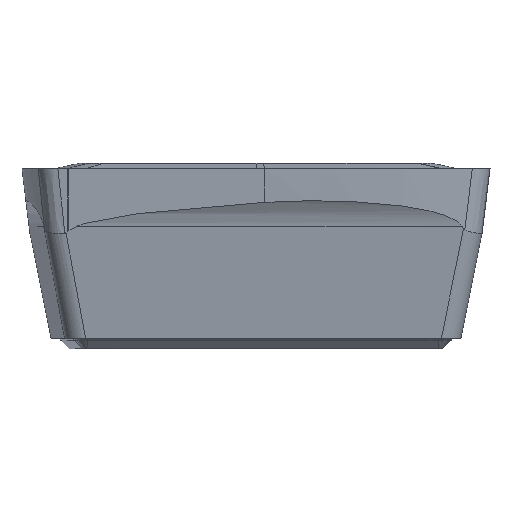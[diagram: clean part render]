
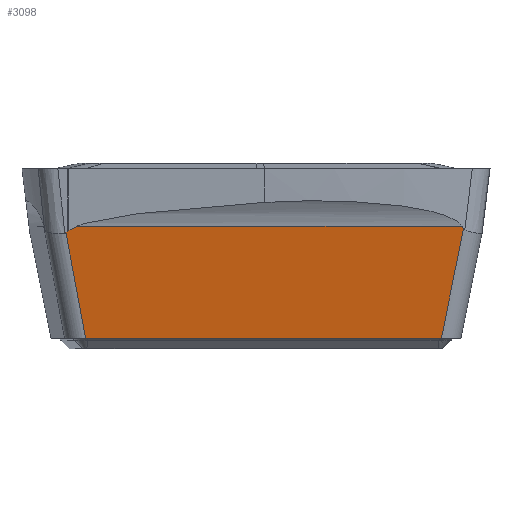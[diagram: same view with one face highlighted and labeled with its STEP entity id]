
A CAD part, front view. The second image highlights one B-rep face of the part: STEP entity #3098.
In plain terms, the highlighted planar face has unit normal (0.037, -0.981, -0.191).
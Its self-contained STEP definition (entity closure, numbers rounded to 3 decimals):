
#379=DIRECTION('',(0.999,0.038,0.));
#380=VECTOR('',#379,13.845);
#381=CARTESIAN_POINT('',(-6.626,-7.964,
-6.6));
#382=LINE('',#381,#380);
#515=DIRECTION('',(-0.18,-0.194,0.964));
#516=VECTOR('',#515,4.249);
#517=CARTESIAN_POINT('',(-6.626,-7.964,
-6.6));
#518=LINE('',#517,#516);
#522=DIRECTION('',(-0.194,0.18,-0.964));
#523=VECTOR('',#522,4.427);
#524=CARTESIAN_POINT('',(8.07,-8.238,-2.331));
#525=LINE('',#524,#523);
#529=CARTESIAN_POINT('',(-6.626,-7.964,-6.6));
#1208=CARTESIAN_POINT('',(8.07,-8.238,
-2.331));
#1209=CARTESIAN_POINT('',(8.053,-8.244,
-2.304));
#1210=CARTESIAN_POINT('',(8.036,-8.25,
-2.277));
#1211=CARTESIAN_POINT('',(8.019,-8.256,
-2.25));
#1277=DIRECTION('',(-0.999,-0.038,0.));
#1278=VECTOR('',#1277,15.004);
#1279=CARTESIAN_POINT('',(8.019,-8.256,
-2.25));
#1280=LINE('',#1279,#1278);
#1291=DIRECTION('',(-0.883,0.057,-0.466));
#1292=VECTOR('',#1291,0.341);
#1293=CARTESIAN_POINT('',(-6.975,-8.824,
-2.25));
#1294=LINE('',#1293,#1292);
#1305=CARTESIAN_POINT('',(-7.276,-8.804,
-2.409));
#1306=CARTESIAN_POINT('',(-7.295,-8.803,
-2.419));
#1307=CARTESIAN_POINT('',(-7.312,-8.801,
-2.432));
#1308=CARTESIAN_POINT('',(-7.328,-8.799,
-2.446));
#1320=DIRECTION('',(-0.742,0.101,-0.663));
#1321=VECTOR('',#1320,0.086);
#1322=CARTESIAN_POINT('',(-7.328,-8.799,
-2.446));
#1323=LINE('',#1322,#1321);
#2066=VERTEX_POINT('',#529);
#2067=CARTESIAN_POINT('',(7.209,-7.44,
-6.6));
#2068=VERTEX_POINT('',#2067);
#2095=CARTESIAN_POINT('',(8.07,-8.238,
-2.331));
#2096=VERTEX_POINT('',#2095);
#2099=CARTESIAN_POINT('',(-7.391,-8.79,
-2.503));
#2100=VERTEX_POINT('',#2099);
#2101=CARTESIAN_POINT('',(-7.328,-8.799,
-2.446));
#2102=VERTEX_POINT('',#2101);
#2103=VERTEX_POINT('',#1305);
#2104=CARTESIAN_POINT('',(-6.975,-8.824,
-2.25));
#2105=VERTEX_POINT('',#2104);
#2106=CARTESIAN_POINT('',(8.019,-8.256,
-2.25));
#2107=VERTEX_POINT('',#2106);
#3077=CARTESIAN_POINT('',(0.325,-8.124,-4.425));
#3078=DIRECTION('',(-0.037,0.981,0.191));
#3079=DIRECTION('',(0.007,-0.191,0.982));
#3080=AXIS2_PLACEMENT_3D('',#3077,#3078,#3079);
#3081=PLANE('',#3080);
#3082=ORIENTED_EDGE('',*,*,#2975,.F.);
#3084=ORIENTED_EDGE('',*,*,#3083,.T.);
#3086=ORIENTED_EDGE('',*,*,#3085,.F.);
#3088=ORIENTED_EDGE('',*,*,#3087,.F.);
#3090=ORIENTED_EDGE('',*,*,#3089,.F.);
#3092=ORIENTED_EDGE('',*,*,#3091,.F.);
#3094=ORIENTED_EDGE('',*,*,#3093,.F.);
#3095=ORIENTED_EDGE('',*,*,#3065,.T.);
#3096=EDGE_LOOP('',(#3082,#3084,#3086,#3088,#3090,#3092,#3094,#3095));
#3097=FACE_OUTER_BOUND('',#3096,.F.);
#1212=B_SPLINE_CURVE_WITH_KNOTS('',3,(#1208,#1209,#1210,#1211),.UNSPECIFIED.,
.F.,.F.,(4,4),(0.,1.),.UNSPECIFIED.);
#1309=B_SPLINE_CURVE_WITH_KNOTS('',3,(#1305,#1306,#1307,#1308),.UNSPECIFIED.,
.F.,.F.,(4,4),(0.,1.),.UNSPECIFIED.);
#2975=EDGE_CURVE('',#2066,#2068,#382,.T.);
#3065=EDGE_CURVE('',#2096,#2068,#525,.T.);
#3083=EDGE_CURVE('',#2066,#2100,#518,.T.);
#3085=EDGE_CURVE('',#2102,#2100,#1323,.T.);
#3087=EDGE_CURVE('',#2103,#2102,#1309,.T.);
#3089=EDGE_CURVE('',#2105,#2103,#1294,.T.);
#3091=EDGE_CURVE('',#2107,#2105,#1280,.T.);
#3093=EDGE_CURVE('',#2096,#2107,#1212,.T.);
#3098=ADVANCED_FACE('',(#3097),#3081,.F.);
